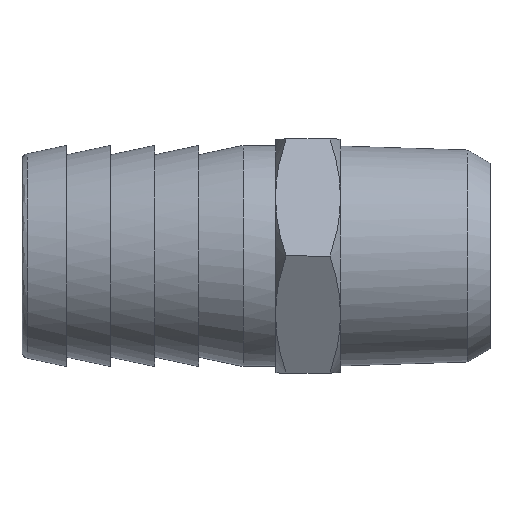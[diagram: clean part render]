
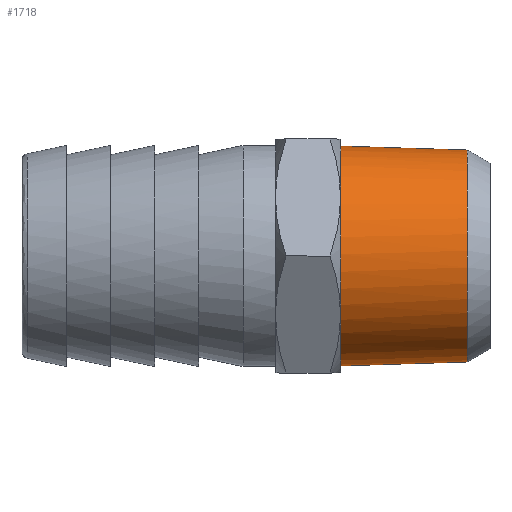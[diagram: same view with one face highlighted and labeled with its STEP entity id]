
A CAD part, left-side view. The second image highlights one B-rep face of the part: STEP entity #1718.
In plain terms, the highlighted free-form (B-spline) face has degree [1, 3] with [2, 4] control points.
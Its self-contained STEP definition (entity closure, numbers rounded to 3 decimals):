
#15 = B_SPLINE_CURVE_WITH_KNOTS ( 'NONE', 1,
 ( #911, #1074 ),
 .UNSPECIFIED., .F., .F.,
 ( 2, 2 ),
 ( -1., 0. ),
 .UNSPECIFIED. ) ;
#23 = VERTEX_POINT ( 'NONE', #1644 ) ;
#60 = CARTESIAN_POINT ( 'NONE',  ( -16.3, 1.732, -8.15 ) ) ;
#80 = CARTESIAN_POINT ( 'NONE',  ( 0., 1.732, -8.15 ) ) ;
#168 = CARTESIAN_POINT ( 'NONE',  ( -2.194, 11.5, -8.184 ) ) ;
#179 = CARTESIAN_POINT ( 'NONE',  ( -6.371, 11.5, -5.586 ) ) ;
#236 =( BOUNDED_CURVE ( )  B_SPLINE_CURVE ( 3, ( #2317, #2757, #349, #1886 ),
 .UNSPECIFIED., .F., .F. ) 
 B_SPLINE_CURVE_WITH_KNOTS ( ( 4, 4 ),
 ( -3.142, 0. ),
 .UNSPECIFIED. ) 
 CURVE ( )  GEOMETRIC_REPRESENTATION_ITEM ( )  RATIONAL_B_SPLINE_CURVE ( ( 1., 0.333, 0.333, 1. ) ) 
 REPRESENTATION_ITEM ( '' )  );
#268 = ORIENTED_EDGE ( 'NONE', *, *, #2418, .T. ) ;
#293 = VERTEX_POINT ( 'NONE', #2103 ) ;
#340 = EDGE_LOOP ( 'NONE', ( #268, #2445, #1998, #1210 ) ) ;
#349 = CARTESIAN_POINT ( 'NONE',  ( -16.3, 1.732, 8.15 ) ) ;
#379 = CARTESIAN_POINT ( 'NONE',  ( -5.586, 11.5, -6.371 ) ) ;
#440 = CARTESIAN_POINT ( 'NONE',  ( -8.401, 11.5, 1.105 ) ) ;
#445 = FACE_OUTER_BOUND ( 'NONE', #340, .T. ) ;
#475 = CARTESIAN_POINT ( 'NONE',  ( 0., 1.732, 8.15 ) ) ;
#596 = CARTESIAN_POINT ( 'NONE',  ( -4.236, 11.5, -7.339 ) ) ;
#638 = CARTESIAN_POINT ( 'NONE',  ( -6.722, 11.5, 5.159 ) ) ;
#666 = VERTEX_POINT ( 'NONE', #898 ) ;
#693 = CARTESIAN_POINT ( 'NONE',  ( 0., 11.5, -8.455 ) ) ;
#837 = CARTESIAN_POINT ( 'NONE',  ( -0.555, 11.5, -8.455 ) ) ;
#880 = CARTESIAN_POINT ( 'NONE',  ( -8.184, 11.5, 2.194 ) ) ;
#898 = CARTESIAN_POINT ( 'NONE',  ( 0., 1.732, -8.15 ) ) ;
#911 = CARTESIAN_POINT ( 'NONE',  ( 0., 1.732, 8.15 ) ) ;
#938 = CARTESIAN_POINT ( 'NONE',  ( -16.3, 1.732, 8.15 ) ) ;
#947 = CARTESIAN_POINT ( 'NONE',  ( -16.911, 11.5, 8.455 ) ) ;
#987 = EDGE_CURVE ( 'NONE', #23, #293, #2546, .T. ) ;
#1010 = VERTEX_POINT ( 'NONE', #2654 ) ;
#1070 = CARTESIAN_POINT ( 'NONE',  ( -6.722, 11.5, -5.159 ) ) ;
#1074 = CARTESIAN_POINT ( 'NONE',  ( 0., 11.5, 8.455 ) ) ;
#1087 = CARTESIAN_POINT ( 'NONE',  ( -8.024, 11.5, 2.723 ) ) ;
#1102 = CARTESIAN_POINT ( 'NONE',  ( -2.194, 11.5, 8.184 ) ) ;
#1108 = CARTESIAN_POINT ( 'NONE',  ( -6.371, 11.5, 5.586 ) ) ;
#1117 = CARTESIAN_POINT ( 'NONE',  ( -7.339, 11.5, 4.236 ) ) ;
#1210 = ORIENTED_EDGE ( 'NONE', *, *, #1738, .T. ) ;
#1239 = EDGE_CURVE ( 'NONE', #1010, #293, #15, .T. ) ;
#1266 = CARTESIAN_POINT ( 'NONE',  ( -2.723, 11.5, -8.024 ) ) ;
#1287 = CARTESIAN_POINT ( 'NONE',  ( -7.339, 11.5, -4.236 ) ) ;
#1305 = CARTESIAN_POINT ( 'NONE',  ( -5.586, 11.5, 6.371 ) ) ;
#1329 = CARTESIAN_POINT ( 'NONE',  ( -4.236, 11.5, 7.339 ) ) ;
#1479 = CARTESIAN_POINT ( 'NONE',  ( -5.159, 11.5, -6.722 ) ) ;
#1514 =( BOUNDED_SURFACE ( )  B_SPLINE_SURFACE ( 1, 3, ( 
 ( #2264, #60, #938, #475 ),
 ( #2050, #1590, #947, #1808 ) ),
 .UNSPECIFIED., .F., .F., .F. ) 
 B_SPLINE_SURFACE_WITH_KNOTS ( ( 2, 2 ),
 ( 4, 4 ),
 ( 0., 1. ),
 ( 0., 1. ),
 .UNSPECIFIED. ) 
 GEOMETRIC_REPRESENTATION_ITEM ( )  RATIONAL_B_SPLINE_SURFACE ( (
 ( 1., 0.333, 0.333, 1.),
 ( 1., 0.333, 0.333, 1.) ) ) 
 REPRESENTATION_ITEM ( '' )  SURFACE ( )  );
#1518 = CARTESIAN_POINT ( 'NONE',  ( -8.184, 11.5, -2.194 ) ) ;
#1537 = CARTESIAN_POINT ( 'NONE',  ( -2.723, 11.5, 8.024 ) ) ;
#1590 = CARTESIAN_POINT ( 'NONE',  ( -16.911, 11.5, -8.455 ) ) ;
#1644 = CARTESIAN_POINT ( 'NONE',  ( 0., 11.5, -8.455 ) ) ;
#1709 = CARTESIAN_POINT ( 'NONE',  ( -7.599, 11.5, -3.749 ) ) ;
#1718 = ADVANCED_FACE ( 'NONE', ( #445 ), #1514, .F. ) ;
#1722 = CARTESIAN_POINT ( 'NONE',  ( -8.455, 11.5, 0.555 ) ) ;
#1738 = EDGE_CURVE ( 'NONE', #23, #666, #2587, .T. ) ;
#1742 = CARTESIAN_POINT ( 'NONE',  ( -8.401, 11.5, -1.105 ) ) ;
#1769 = CARTESIAN_POINT ( 'NONE',  ( -5.159, 11.5, 6.722 ) ) ;
#1808 = CARTESIAN_POINT ( 'NONE',  ( 0., 11.5, 8.455 ) ) ;
#1886 = CARTESIAN_POINT ( 'NONE',  ( 0., 1.732, 8.15 ) ) ;
#1998 = ORIENTED_EDGE ( 'NONE', *, *, #987, .F. ) ;
#2050 = CARTESIAN_POINT ( 'NONE',  ( 0., 11.5, -8.455 ) ) ;
#2103 = CARTESIAN_POINT ( 'NONE',  ( 0., 11.5, 8.455 ) ) ;
#2135 = CARTESIAN_POINT ( 'NONE',  ( -1.105, 11.5, -8.401 ) ) ;
#2180 = CARTESIAN_POINT ( 'NONE',  ( -0.555, 11.5, 8.455 ) ) ;
#2264 = CARTESIAN_POINT ( 'NONE',  ( 0., 1.732, -8.15 ) ) ;
#2317 = CARTESIAN_POINT ( 'NONE',  ( 0., 1.732, -8.15 ) ) ;
#2381 = CARTESIAN_POINT ( 'NONE',  ( -3.749, 11.5, -7.599 ) ) ;
#2417 = CARTESIAN_POINT ( 'NONE',  ( 0., 11.5, 8.455 ) ) ;
#2418 = EDGE_CURVE ( 'NONE', #666, #1010, #236, .T. ) ;
#2424 = CARTESIAN_POINT ( 'NONE',  ( -1.105, 11.5, 8.401 ) ) ;
#2434 = CARTESIAN_POINT ( 'NONE',  ( -7.599, 11.5, 3.749 ) ) ;
#2445 = ORIENTED_EDGE ( 'NONE', *, *, #1239, .T. ) ;
#2546 = B_SPLINE_CURVE_WITH_KNOTS ( 'NONE', 3,
 ( #2618, #837, #2135, #168, #1266, #2381, #596, #1479, #379, #179, #1070, #1287, #1709, #2829, #1518, #1742, #2808, #1722, #440, #880, #1087, #2434, #1117, #638, #1108, #1305, #1769, #1329, #2648, #1537, #1102, #2424, #2180, #2417 ),
 .UNSPECIFIED., .F., .F.,
 ( 4, 2, 2, 2, 2, 2, 2, 2, 2, 2, 2, 2, 2, 2, 2, 2, 4 ),
 ( 0., 0.196, 0.393, 0.589, 0.785, 0.982, 1.178, 1.374, 1.571, 1.767, 1.963, 2.16, 2.356, 2.553, 2.749, 2.945, 3.142 ),
 .UNSPECIFIED. ) ;
#2587 = B_SPLINE_CURVE_WITH_KNOTS ( 'NONE', 1,
 ( #693, #80 ),
 .UNSPECIFIED., .F., .F.,
 ( 2, 2 ),
 ( -1., 0. ),
 .UNSPECIFIED. ) ;
#2618 = CARTESIAN_POINT ( 'NONE',  ( 0., 11.5, -8.455 ) ) ;
#2648 = CARTESIAN_POINT ( 'NONE',  ( -3.749, 11.5, 7.599 ) ) ;
#2654 = CARTESIAN_POINT ( 'NONE',  ( 0., 1.732, 8.15 ) ) ;
#2757 = CARTESIAN_POINT ( 'NONE',  ( -16.3, 1.732, -8.15 ) ) ;
#2808 = CARTESIAN_POINT ( 'NONE',  ( -8.455, 11.5, -0.555 ) ) ;
#2829 = CARTESIAN_POINT ( 'NONE',  ( -8.024, 11.5, -2.723 ) ) ;
